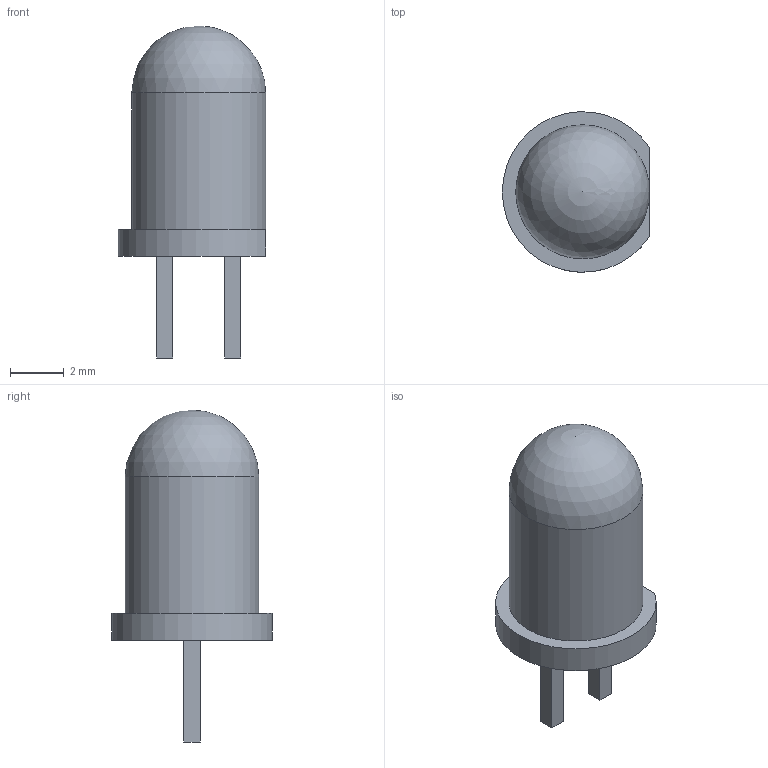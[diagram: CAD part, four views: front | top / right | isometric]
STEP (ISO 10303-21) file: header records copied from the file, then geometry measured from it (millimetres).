
FILE_DESCRIPTION(('FreeCAD Model'),'2;1');
FILE_NAME('Open CASCADE Shape Model','2024-08-20T16:59:49',(''),(''), 'Open CASCADE STEP processor 7.6','FreeCAD','Unknown');
FILE_SCHEMA(('AUTOMOTIVE_DESIGN { 1 0 10303 214 1 1 1 1 }'));
Length unit declared in the file: millimetre
Products named in the file (1): LED_5mm
Bounding box: 5.5 x 6 x 12.4 mm (x, y, z)
Volume: 162.7 mm3; surface area: 190.9 mm2
Topology: 1 solids, 1 shells, 16 faces, 36 edges, 23 vertices
Faces by surface type: plane 13, cylinder 2, sphere 1
Full cylindrical faces by diameter (mm): 5 x1
Entity records: 460 total; most frequent: CARTESIAN_POINT 75, DIRECTION 74, ORIENTED_EDGE 70, EDGE_CURVE 35, LINE 30, VECTOR 30, VERTEX_POINT 23, AXIS2_PLACEMENT_3D 22
